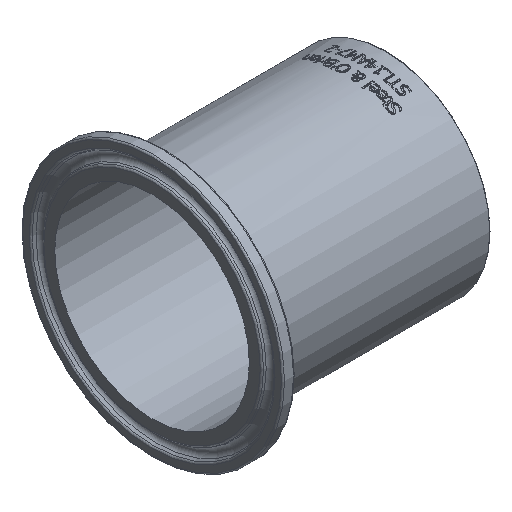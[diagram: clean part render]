
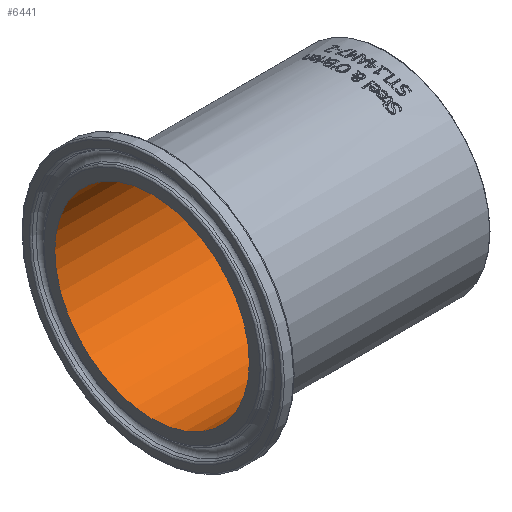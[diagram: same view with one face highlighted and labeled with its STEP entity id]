
A CAD part, isometric view. The second image highlights one B-rep face of the part: STEP entity #6441.
In plain terms, the highlighted cylindrical face has radius 23.749 mm (diameter 47.498 mm), a full revolution.
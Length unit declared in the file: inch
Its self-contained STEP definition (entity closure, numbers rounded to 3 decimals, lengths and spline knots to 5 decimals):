
#110=FACE_BOUND('',#1183,.T.);
#780=FACE_OUTER_BOUND('',#1182,.T.);
#1182=EDGE_LOOP('',(#6005));
#1183=EDGE_LOOP('',(#6006));
#1658=CIRCLE('',#6860,0.935);
#1660=CIRCLE('',#6864,0.935);
#3179=VERTEX_POINT('',#13905);
#3181=VERTEX_POINT('',#13911);
#4126=EDGE_CURVE('',#3179,#3179,#1658,.T.);
#4128=EDGE_CURVE('',#3181,#3181,#1660,.T.);
#6005=ORIENTED_EDGE('',*,*,#4128,.F.);
#6006=ORIENTED_EDGE('',*,*,#4126,.F.);
#6063=CYLINDRICAL_SURFACE('',#6863,0.935);
#6441=ADVANCED_FACE('',(#780,#110),#6063,.F.);
#6860=AXIS2_PLACEMENT_3D('',#13906,#8135,#8136);
#6863=AXIS2_PLACEMENT_3D('',#13910,#8141,#8142);
#6864=AXIS2_PLACEMENT_3D('',#13912,#8143,#8144);
#8135=DIRECTION('center_axis',(-1.,0.,0.));
#8136=DIRECTION('ref_axis',(0.,-1.,0.));
#8141=DIRECTION('center_axis',(1.,0.,0.));
#8142=DIRECTION('ref_axis',(0.,1.,0.));
#8143=DIRECTION('center_axis',(1.,0.,0.));
#8144=DIRECTION('ref_axis',(0.,0.,-1.));
#13905=CARTESIAN_POINT('',(2.245,0.935,0.));
#13906=CARTESIAN_POINT('Origin',(2.245,0.,0.));
#13910=CARTESIAN_POINT('Origin',(1.1405,0.,0.));
#13911=CARTESIAN_POINT('',(0.,0.935,0.));
#13912=CARTESIAN_POINT('Origin',(0.,0.,0.));
